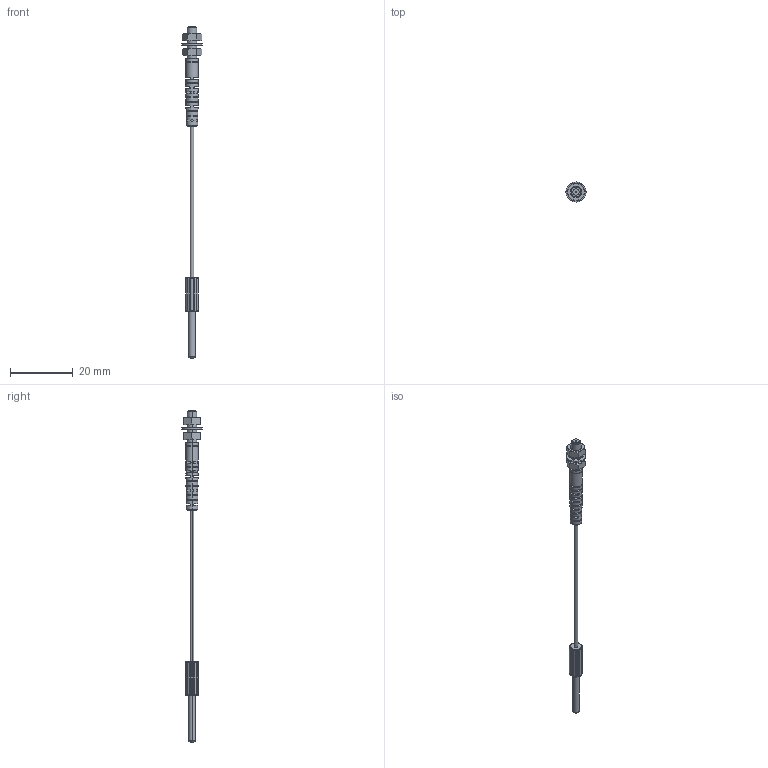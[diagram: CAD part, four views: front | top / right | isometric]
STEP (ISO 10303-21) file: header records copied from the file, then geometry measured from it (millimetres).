
FILE_DESCRIPTION((''),'2;1');
FILE_NAME('178355_ASM','2017-10-24T',('pdmadmin'),('BANNER ENGINEERING'),'CREO PARAMETRIC BY PTC INC, 2016260','CREO PARAMETRIC BY PTC INC, 2016260','');
FILE_SCHEMA(('CONFIG_CONTROL_DESIGN'));
Length unit declared in the file: millimetre
Products named in the file (4): PTD-320-B1; 3_WASHER; M3_NUT; 178355_ASM
Assembly tree (4 placements, depth 2):
  178355_ASM
    PTD-320-B1
    3_WASHER
    M3_NUT  x2
Bounding box: 6.4 x 6.4 x 106.2 mm (x, y, z)
Volume: 637.6 mm3; surface area: 1235.1 mm2
Topology: 4 solids, 4 shells, 380 faces, 932 edges, 598 vertices
Faces by surface type: cylinder 186, plane 90, bspline 48, cone 42, torus 14
Entity records: 18121 total; most frequent: CARTESIAN_POINT 9957, ORIENTED_EDGE 1744, DIRECTION 1604, EDGE_CURVE 872, AXIS2_PLACEMENT_3D 664, VERTEX_POINT 564, EDGE_LOOP 394, FACE_OUTER_BOUND 352
